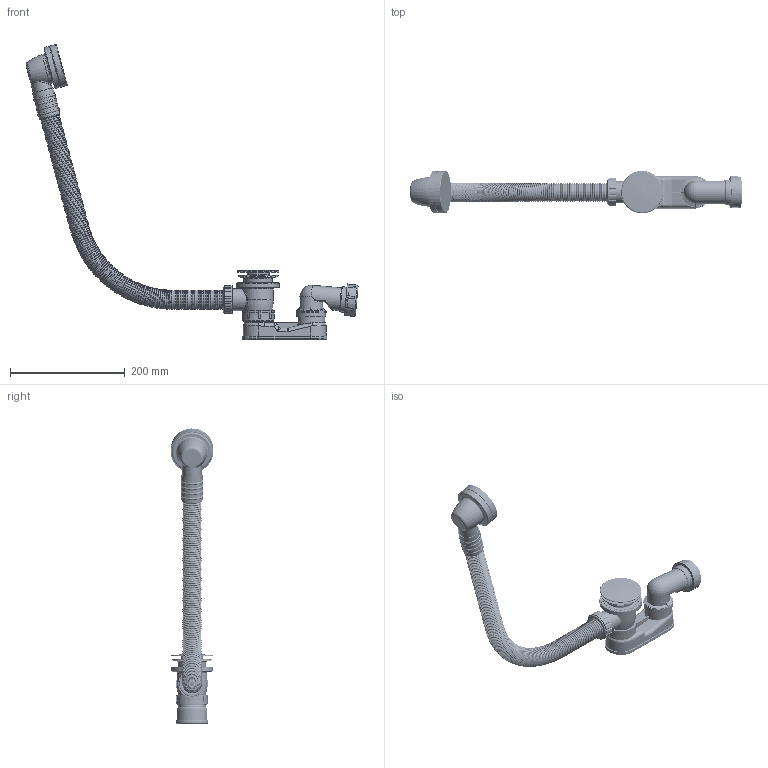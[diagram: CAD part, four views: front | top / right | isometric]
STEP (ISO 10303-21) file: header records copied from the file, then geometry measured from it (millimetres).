
FILE_DESCRIPTION(/* description */ ('Unknown'),/* implementation_level */ '2;1');
FILE_NAME(/* name */ 'AR132',/* time_stamp */ '2022-12-13T09:57:55+01:00',/* author */ ('Unknown'),/* organization */ ('Unknown'),/* preprocessor_version */ 'ST-DEVELOPER v16.7',/* originating_system */ 'DEX',/* authorisation */ $);
FILE_SCHEMA (('AUTOMOTIVE_DESIGN {1 0 10303 214 3 1 1}'));
Products named in the file (25): AR132-00; 081972 - Corpo Interno Click-Clack; MOLLA700N - Molla inox 1x8x35; T700 - Tappo per vasca; 040086 - Membrana 45x33x3.5 NRB 60; 12_1; 080018 - Tubo Platica corrugato cm.87(Curva); 082030 - Corpo Vasca; 050408 - Piletta inox UK; 030957 - Racc. pil. uk Ø22x28.1 G1_4; 040659 - Guarnzione Labbro; 040055 - Guarnizione sagomata 48 x 75(Default); 030978 - Prigioniero ottone M6x40; 030979 - Rac. fermaros esg; 081850 - Rosone colonna D.65; A001032 - Maniglia 40 inox; 040700 - Guarniz. T.C. 1 1_4 Bicomponente; 080452 - Calotta 1 1_4; 081975 - Corpo Esterno G26x19; P032-005; 082366 - Tappo di chiusura sifone vasca PP_Ver. cliente; 082367 - Codolo curvo sifone vasca PP G1 1_2_Ver. Cliente; 080453 - Calotta 1 1_2; 040716 - Guarniz. conica 1 1_2 Ø39 x 8mm; 082365 - Corpo sifone vasca PP vers. Calotta_Ver. Cliente
Assembly tree (26 placements, depth 3):
  AR132-00
    081972 - Corpo Interno Click-Clack
    MOLLA700N - Molla inox 1x8x35
    T700 - Tappo per vasca
    040086 - Membrana 45x33x3.5 NRB 60
    12_1
    080018 - Tubo Platica corrugato cm.87(Curva)
    082030 - Corpo Vasca
    050408 - Piletta inox UK
    030957 - Racc. pil. uk Ø22x28.1 G1_4
    040659 - Guarnzione Labbro
    040055 - Guarnizione sagomata 48 x 75(Default)
    030978 - Prigioniero ottone M6x40
    030979 - Rac. fermaros esg
    081850 - Rosone colonna D.65
    A001032 - Maniglia 40 inox
    040700 - Guarniz. T.C. 1 1_4 Bicomponente
    080452 - Calotta 1 1_4
    081975 - Corpo Esterno G26x19
    P032-005
      082366 - Tappo di chiusura sifone vasca PP_Ver. cliente
      082367 - Codolo curvo sifone vasca PP G1 1_2_Ver. Cliente
      080453 - Calotta 1 1_2  x2
      040716 - Guarniz. conica 1 1_2 Ø39 x 8mm  x2
      082365 - Corpo sifone vasca PP vers. Calotta_Ver. Cliente
Bounding box: 577.84 x 73.99 x 513.6 mm (x, y, z)
Volume: 346791.9 mm3; surface area: 408248.2 mm2
Topology: 25 solids, 28 shells, 1730 faces, 4431 edges, 2797 vertices
Faces by surface type: plane 634, torus 402, cylinder 392, bspline 190, cone 106, sphere 6
Full cylindrical faces by diameter (mm): 5 x4, 5.6 x2, 5.637 x1, 6 x2, 6.5 x1, 7.2 x1, 7.5 x1, 7.9 x1, 8 x2, 8.405 x1, 8.5 x1, 8.62 x1, 10.2 x1, 10.9 x2, 11 x1, 12 x2, 12.281 x1, 15.3 x1, 15.5 x1, 16 x3, 16.1 x1, 16.4 x1, 17 x1, 19.1 x1, 22 x2, 24 x2, 24.6 x1, 26.5 x1, 28 x2, 28.3 x1
Entity records: 87809 total; most frequent: CARTESIAN_POINT 51069, ORIENTED_EDGE 7194, DIRECTION 7068, EDGE_CURVE 3597, AXIS2_PLACEMENT_3D 2825, VERTEX_POINT 2547, FACE_BOUND 2290, EDGE_LOOP 2289
